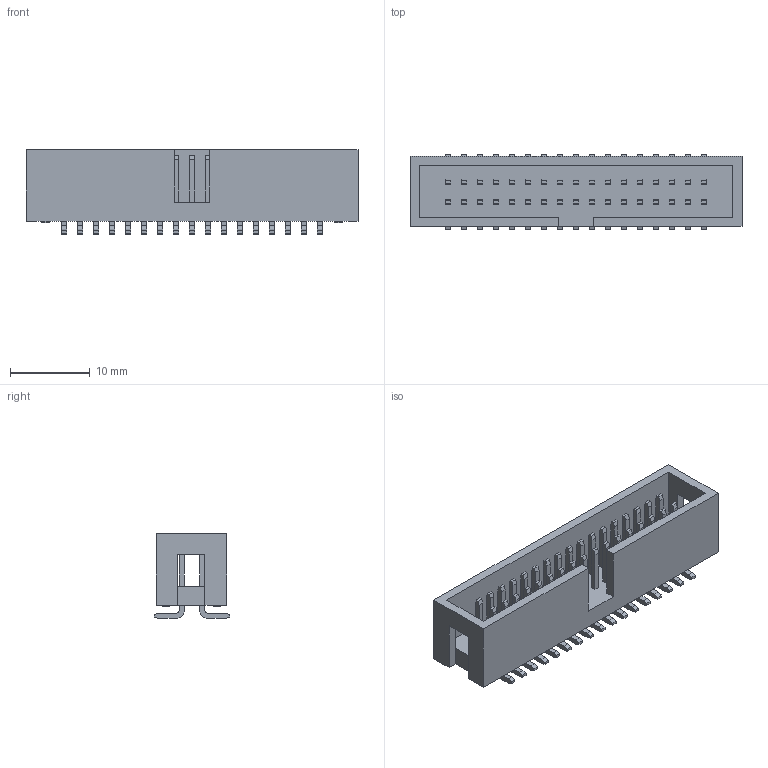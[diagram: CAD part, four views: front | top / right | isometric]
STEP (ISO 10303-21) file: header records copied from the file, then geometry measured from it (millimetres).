
FILE_DESCRIPTION(('STEP AP242'),'1');
FILE_NAME('awhw34g-smd.stp','2023-06-05T12:21:17',('TraceParts'),('TraceParts S.A.'),'Spatial InterOp 3D',' ',' ');
FILE_SCHEMA(('AP242_MANAGED_MODEL_BASED_3D_ENGINEERING_MIM_LF {1 0 10303 442 1 1 4}'));
Length unit declared in the file: millimetre
Products named in the file (1): awhw34g-smd
Bounding box: 41.62 x 9.5 x 10.64 mm (x, y, z)
Volume: 1668.3 mm3; surface area: 3062.7 mm2
Topology: 1 solids, 1 shells, 654 faces, 1748 edges, 1164 vertices
Faces by surface type: plane 586, cylinder 68
Entity records: 34072 total; most frequent: CARTESIAN_POINT 3567, ORIENTED_EDGE 3496, DIRECTION 3194, STYLED_ITEM 2402, PRESENTATION_STYLE_ASSIGNMENT 2402, COLOUR_RGB 2402, EDGE_CURVE 1748, CURVE_STYLE 1748
